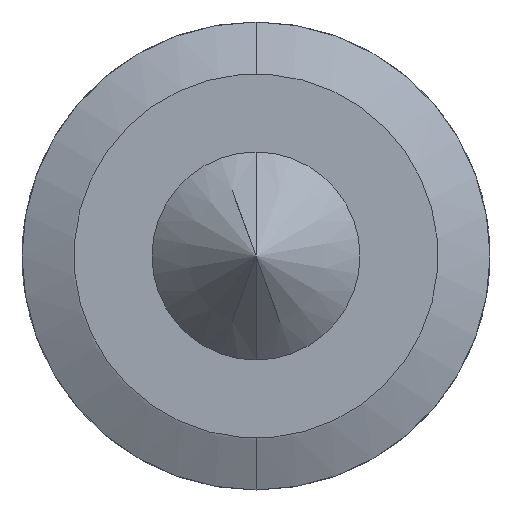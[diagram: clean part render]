
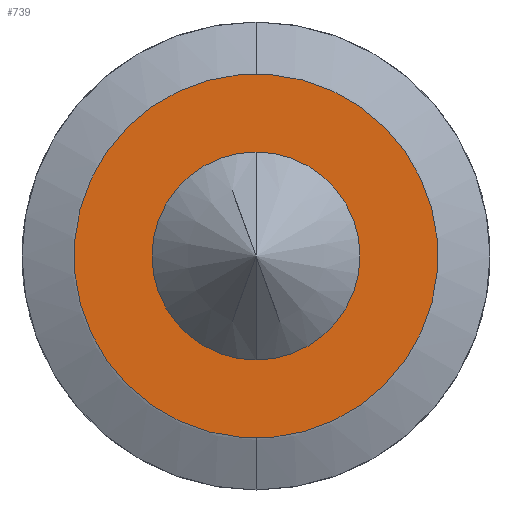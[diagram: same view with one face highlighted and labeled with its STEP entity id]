
A CAD part, front view. The second image highlights one B-rep face of the part: STEP entity #739.
In plain terms, the highlighted planar face has unit normal (0, -1, 0).
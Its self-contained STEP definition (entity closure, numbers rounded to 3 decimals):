
#77 = VERTEX_POINT ( 'NONE', #203 ) ;
#91 = CARTESIAN_POINT ( 'NONE',  ( 0., 0., 7. ) ) ;
#131 = CARTESIAN_POINT ( 'NONE',  ( 0., 0., 3.75 ) ) ;
#139 = ORIENTED_EDGE ( 'NONE', *, *, #212, .T. ) ;
#158 = VERTEX_POINT ( 'NONE', #131 ) ;
#165 = AXIS2_PLACEMENT_3D ( 'NONE', #947, #237, #629 ) ;
#177 = EDGE_LOOP ( 'NONE', ( #593, #606 ) ) ;
#203 = CARTESIAN_POINT ( 'NONE',  ( 0., 0., -3.75 ) ) ;
#207 = DIRECTION ( 'NONE',  ( 0., 1., 0. ) ) ;
#212 = EDGE_CURVE ( 'NONE', #77, #158, #575, .T. ) ;
#224 = DIRECTION ( 'NONE',  ( 0., 0., 1. ) ) ;
#237 = DIRECTION ( 'NONE',  ( 0., 1., 0. ) ) ;
#240 = FACE_BOUND ( 'NONE', #503, .T. ) ;
#280 = DIRECTION ( 'NONE',  ( 0., 0., 1. ) ) ;
#281 = EDGE_CURVE ( 'NONE', #305, #665, #507, .T. ) ;
#305 = VERTEX_POINT ( 'NONE', #881 ) ;
#308 = DIRECTION ( 'NONE',  ( 0., 0., 1. ) ) ;
#367 = CIRCLE ( 'NONE', #165, 3.75 ) ;
#380 = DIRECTION ( 'NONE',  ( 0., 1., 0. ) ) ;
#384 = CARTESIAN_POINT ( 'NONE',  ( 0., 0., 0. ) ) ;
#404 = AXIS2_PLACEMENT_3D ( 'NONE', #726, #661, #821 ) ;
#482 = EDGE_CURVE ( 'NONE', #665, #305, #986, .T. ) ;
#503 = EDGE_LOOP ( 'NONE', ( #139, #954 ) ) ;
#507 = CIRCLE ( 'NONE', #932, 7. ) ;
#575 = CIRCLE ( 'NONE', #591, 3.75 ) ;
#577 = AXIS2_PLACEMENT_3D ( 'NONE', #997, #207, #280 ) ;
#591 = AXIS2_PLACEMENT_3D ( 'NONE', #950, #803, #224 ) ;
#593 = ORIENTED_EDGE ( 'NONE', *, *, #281, .F. ) ;
#606 = ORIENTED_EDGE ( 'NONE', *, *, #482, .F. ) ;
#629 = DIRECTION ( 'NONE',  ( 0., 0., 1. ) ) ;
#633 = FACE_OUTER_BOUND ( 'NONE', #177, .T. ) ;
#661 = DIRECTION ( 'NONE',  ( 0., 1., 0. ) ) ;
#665 = VERTEX_POINT ( 'NONE', #91 ) ;
#713 = EDGE_CURVE ( 'NONE', #158, #77, #367, .T. ) ;
#726 = CARTESIAN_POINT ( 'NONE',  ( 0., 0., 0. ) ) ;
#739 = ADVANCED_FACE ( 'NONE', ( #633, #240 ), #802, .F. ) ;
#802 = PLANE ( 'NONE',  #404 ) ;
#803 = DIRECTION ( 'NONE',  ( 0., 1., 0. ) ) ;
#821 = DIRECTION ( 'NONE',  ( 0., 0., 1. ) ) ;
#881 = CARTESIAN_POINT ( 'NONE',  ( 0., 0., -7. ) ) ;
#932 = AXIS2_PLACEMENT_3D ( 'NONE', #384, #380, #308 ) ;
#947 = CARTESIAN_POINT ( 'NONE',  ( 0., 0., 0. ) ) ;
#950 = CARTESIAN_POINT ( 'NONE',  ( 0., 0., 0. ) ) ;
#954 = ORIENTED_EDGE ( 'NONE', *, *, #713, .T. ) ;
#986 = CIRCLE ( 'NONE', #577, 7. ) ;
#997 = CARTESIAN_POINT ( 'NONE',  ( 0., 0., 0. ) ) ;
